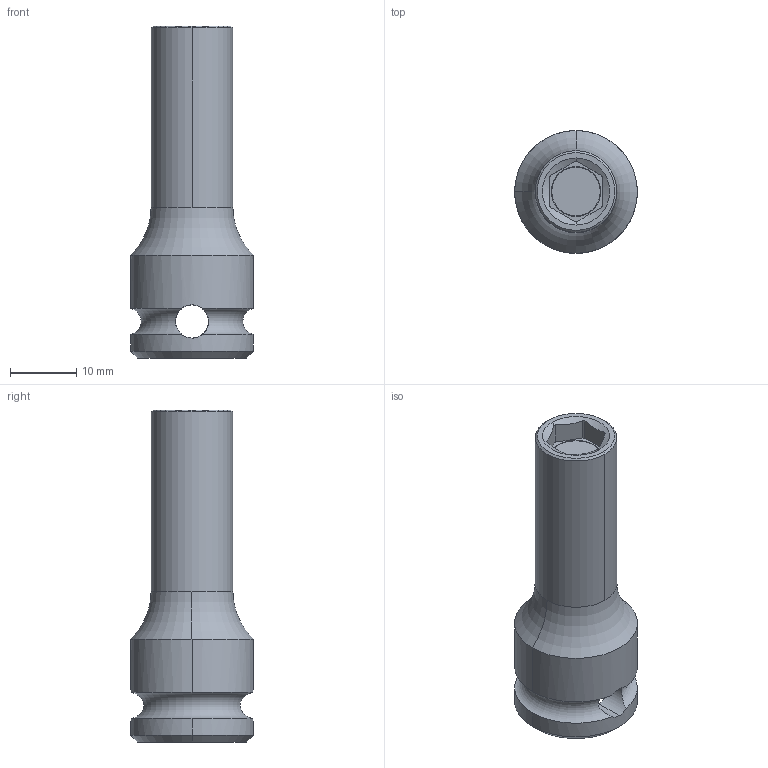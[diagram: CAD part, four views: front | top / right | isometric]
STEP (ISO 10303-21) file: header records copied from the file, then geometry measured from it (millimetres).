
FILE_DESCRIPTION((''),'2;1');
FILE_NAME('4027128608','2023-08-28T10:22:40',('a00565553'),(''),'CREO PARAMETRIC BY PTC INC, 2022414','CREO PARAMETRIC BY PTC INC, 2022414','');
FILE_SCHEMA(('CONFIG_CONTROL_DESIGN','GEOMETRIC_VALIDATION_PROPERTIES_MIM'));
Length unit declared in the file: millimetre
Products named in the file (1): 4027128608
Bounding box: 18.5 x 18.5 x 50 mm (x, y, z)
Volume: 5687.5 mm3; surface area: 4159 mm2
Topology: 2 solids, 2 shells, 67 faces, 171 edges, 108 vertices
Faces by surface type: cylinder 29, plane 22, cone 12, torus 4
Entity records: 2351 total; most frequent: CARTESIAN_POINT 606, DIRECTION 344, ORIENTED_EDGE 342, EDGE_CURVE 171, AXIS2_PLACEMENT_3D 139, VERTEX_POINT 108, EDGE_LOOP 73, CIRCLE 72
